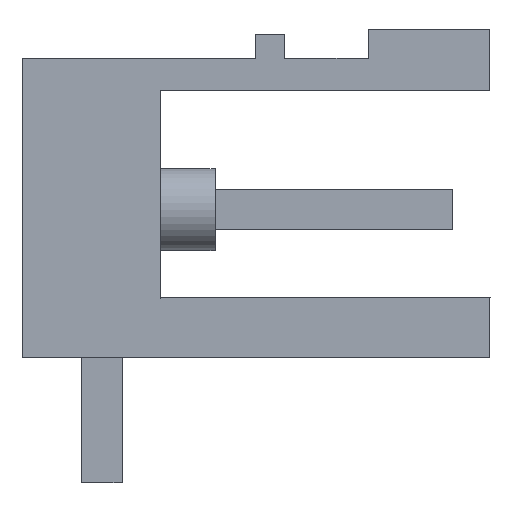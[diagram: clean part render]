
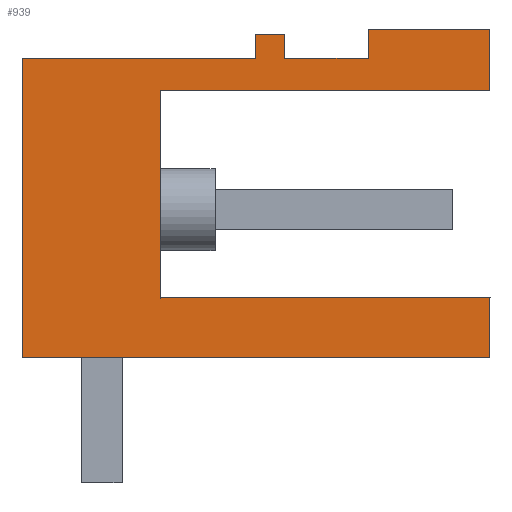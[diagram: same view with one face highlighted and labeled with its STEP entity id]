
A CAD part, left-side view. The second image highlights one B-rep face of the part: STEP entity #939.
In plain terms, the highlighted planar face has unit normal (-1, 0, 0).
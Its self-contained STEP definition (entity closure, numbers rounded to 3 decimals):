
#839=AXIS2_PLACEMENT_3D('Plane Axis2P3D',#836,#837,#838) ;
#282=CARTESIAN_POINT('Vertex',(0.,12.,1.5)) ;
#285=CARTESIAN_POINT('Line Origine',(0.,12.,5.34)) ;
#289=CARTESIAN_POINT('Vertex',(0.,12.,9.18)) ;
#693=CARTESIAN_POINT('Vertex',(0.,0.,1.5)) ;
#696=CARTESIAN_POINT('Line Origine',(0.,6.,1.5)) ;
#836=CARTESIAN_POINT('Axis2P3D Location',(0.,12.,0.)) ;
#841=CARTESIAN_POINT('Line Origine',(0.,0.,9.146)) ;
#845=CARTESIAN_POINT('Vertex',(0.,0.,8.363)) ;
#847=CARTESIAN_POINT('Vertex',(0.,0.,9.93)) ;
#850=CARTESIAN_POINT('Line Origine',(0.,1.56,9.93)) ;
#854=CARTESIAN_POINT('Vertex',(0.,3.12,9.93)) ;
#857=CARTESIAN_POINT('Line Origine',(0.,3.12,9.555)) ;
#861=CARTESIAN_POINT('Vertex',(0.,3.12,9.18)) ;
#864=CARTESIAN_POINT('Line Origine',(0.,4.195,9.18)) ;
#868=CARTESIAN_POINT('Vertex',(0.,5.27,9.18)) ;
#871=CARTESIAN_POINT('Line Origine',(0.,5.27,9.49)) ;
#875=CARTESIAN_POINT('Vertex',(0.,5.27,9.8)) ;
#878=CARTESIAN_POINT('Line Origine',(0.,5.645,9.8)) ;
#882=CARTESIAN_POINT('Vertex',(0.,6.02,9.8)) ;
#885=CARTESIAN_POINT('Line Origine',(0.,6.02,9.49)) ;
#889=CARTESIAN_POINT('Vertex',(0.,6.02,9.18)) ;
#892=CARTESIAN_POINT('Line Origine',(0.,9.01,9.18)) ;
#897=CARTESIAN_POINT('Line Origine',(0.,0.,2.275)) ;
#901=CARTESIAN_POINT('Vertex',(0.,0.,3.05)) ;
#904=CARTESIAN_POINT('Line Origine',(0.,4.225,3.05)) ;
#908=CARTESIAN_POINT('Vertex',(0.,8.45,3.05)) ;
#911=CARTESIAN_POINT('Line Origine',(0.,8.45,5.707)) ;
#915=CARTESIAN_POINT('Vertex',(0.,8.45,8.363)) ;
#918=CARTESIAN_POINT('Line Origine',(0.,4.225,8.363)) ;
#286=DIRECTION('Vector Direction',(0.,0.,-1.)) ;
#697=DIRECTION('Vector Direction',(0.,1.,0.)) ;
#837=DIRECTION('Axis2P3D Direction',(-1.,0.,0.)) ;
#838=DIRECTION('Axis2P3D XDirection',(0.,-1.,0.)) ;
#842=DIRECTION('Vector Direction',(0.,0.,-1.)) ;
#851=DIRECTION('Vector Direction',(0.,1.,0.)) ;
#858=DIRECTION('Vector Direction',(0.,0.,1.)) ;
#865=DIRECTION('Vector Direction',(0.,1.,0.)) ;
#872=DIRECTION('Vector Direction',(0.,0.,1.)) ;
#879=DIRECTION('Vector Direction',(0.,-1.,0.)) ;
#886=DIRECTION('Vector Direction',(0.,0.,1.)) ;
#893=DIRECTION('Vector Direction',(0.,-1.,0.)) ;
#898=DIRECTION('Vector Direction',(0.,0.,1.)) ;
#905=DIRECTION('Vector Direction',(0.,1.,0.)) ;
#912=DIRECTION('Vector Direction',(0.,0.,1.)) ;
#919=DIRECTION('Vector Direction',(0.,1.,0.)) ;
#287=VECTOR('Line Direction',#286,1.) ;
#698=VECTOR('Line Direction',#697,1.) ;
#843=VECTOR('Line Direction',#842,1.) ;
#852=VECTOR('Line Direction',#851,1.) ;
#859=VECTOR('Line Direction',#858,1.) ;
#866=VECTOR('Line Direction',#865,1.) ;
#873=VECTOR('Line Direction',#872,1.) ;
#880=VECTOR('Line Direction',#879,1.) ;
#887=VECTOR('Line Direction',#886,1.) ;
#894=VECTOR('Line Direction',#893,1.) ;
#899=VECTOR('Line Direction',#898,1.) ;
#906=VECTOR('Line Direction',#905,1.) ;
#913=VECTOR('Line Direction',#912,1.) ;
#920=VECTOR('Line Direction',#919,1.) ;
#924=ORIENTED_EDGE('',*,*,#849,.T.) ;
#925=ORIENTED_EDGE('',*,*,#856,.T.) ;
#926=ORIENTED_EDGE('',*,*,#863,.T.) ;
#927=ORIENTED_EDGE('',*,*,#870,.T.) ;
#928=ORIENTED_EDGE('',*,*,#877,.T.) ;
#929=ORIENTED_EDGE('',*,*,#884,.T.) ;
#930=ORIENTED_EDGE('',*,*,#891,.T.) ;
#931=ORIENTED_EDGE('',*,*,#896,.F.) ;
#932=ORIENTED_EDGE('',*,*,#291,.T.) ;
#933=ORIENTED_EDGE('',*,*,#700,.F.) ;
#934=ORIENTED_EDGE('',*,*,#903,.T.) ;
#935=ORIENTED_EDGE('',*,*,#910,.T.) ;
#936=ORIENTED_EDGE('',*,*,#917,.T.) ;
#937=ORIENTED_EDGE('',*,*,#922,.T.) ;
#939=ADVANCED_FACE('Housing',(#938),#840,.T.) ;
#291=EDGE_CURVE('',#290,#283,#288,.T.) ;
#700=EDGE_CURVE('',#694,#283,#699,.T.) ;
#849=EDGE_CURVE('',#846,#848,#844,.F.) ;
#856=EDGE_CURVE('',#848,#855,#853,.T.) ;
#863=EDGE_CURVE('',#855,#862,#860,.F.) ;
#870=EDGE_CURVE('',#862,#869,#867,.T.) ;
#877=EDGE_CURVE('',#869,#876,#874,.T.) ;
#884=EDGE_CURVE('',#876,#883,#881,.F.) ;
#891=EDGE_CURVE('',#883,#890,#888,.F.) ;
#896=EDGE_CURVE('',#290,#890,#895,.T.) ;
#903=EDGE_CURVE('',#694,#902,#900,.T.) ;
#910=EDGE_CURVE('',#902,#909,#907,.T.) ;
#917=EDGE_CURVE('',#909,#916,#914,.T.) ;
#922=EDGE_CURVE('',#916,#846,#921,.F.) ;
#923=EDGE_LOOP('',(#924,#925,#926,#927,#928,#929,#930,#931,#932,#933,#934,#935,#936,#937)) ;
#938=FACE_OUTER_BOUND('',#923,.T.) ;
#288=LINE('Line',#285,#287) ;
#699=LINE('Line',#696,#698) ;
#844=LINE('Line',#841,#843) ;
#853=LINE('Line',#850,#852) ;
#860=LINE('Line',#857,#859) ;
#867=LINE('Line',#864,#866) ;
#874=LINE('Line',#871,#873) ;
#881=LINE('Line',#878,#880) ;
#888=LINE('Line',#885,#887) ;
#895=LINE('Line',#892,#894) ;
#900=LINE('Line',#897,#899) ;
#907=LINE('Line',#904,#906) ;
#914=LINE('Line',#911,#913) ;
#921=LINE('Line',#918,#920) ;
#840=PLANE('',#839) ;
#283=VERTEX_POINT('',#282) ;
#290=VERTEX_POINT('',#289) ;
#694=VERTEX_POINT('',#693) ;
#846=VERTEX_POINT('',#845) ;
#848=VERTEX_POINT('',#847) ;
#855=VERTEX_POINT('',#854) ;
#862=VERTEX_POINT('',#861) ;
#869=VERTEX_POINT('',#868) ;
#876=VERTEX_POINT('',#875) ;
#883=VERTEX_POINT('',#882) ;
#890=VERTEX_POINT('',#889) ;
#902=VERTEX_POINT('',#901) ;
#909=VERTEX_POINT('',#908) ;
#916=VERTEX_POINT('',#915) ;
